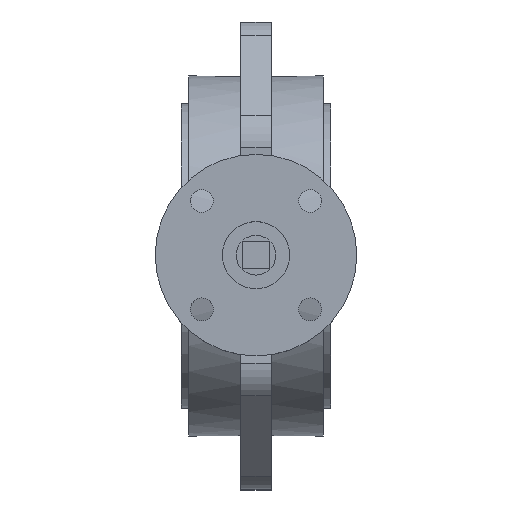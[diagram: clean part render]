
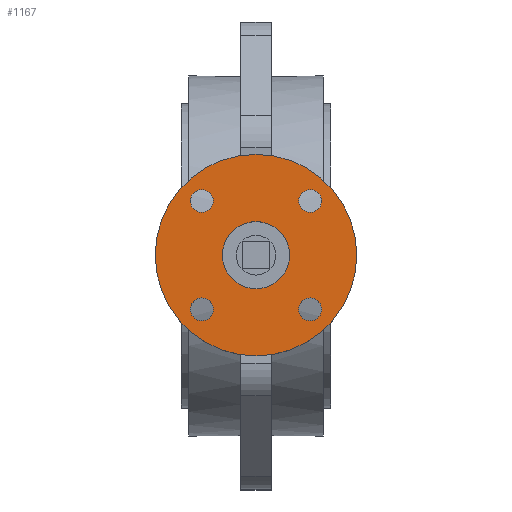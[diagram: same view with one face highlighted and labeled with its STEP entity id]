
A CAD part, top view. The second image highlights one B-rep face of the part: STEP entity #1167.
In plain terms, the highlighted planar face has unit normal (0, 0, 1).
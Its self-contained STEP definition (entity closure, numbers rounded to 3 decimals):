
#142 = DIRECTION ( 'NONE',  ( 0., 0., 1. ) ) ;
#218 = CARTESIAN_POINT ( 'NONE',  ( -33., 0., 12. ) ) ;
#289 = CARTESIAN_POINT ( 'NONE',  ( 33., 0., 12. ) ) ;
#291 = AXIS2_PLACEMENT_3D ( 'NONE', #4756, #4224, #6400 ) ;
#353 = EDGE_CURVE ( 'NONE', #6758, #1979, #2681, .T. ) ;
#362 = VERTEX_POINT ( 'NONE', #4911 ) ;
#428 = CARTESIAN_POINT ( 'NONE',  ( 17.75, 17.75, 12. ) ) ;
#462 = ORIENTED_EDGE ( 'NONE', *, *, #3439, .F. ) ;
#619 = ORIENTED_EDGE ( 'NONE', *, *, #2356, .F. ) ;
#692 = EDGE_CURVE ( 'NONE', #6737, #3028, #728, .T. ) ;
#703 = CARTESIAN_POINT ( 'NONE',  ( 0., 0., 12. ) ) ;
#728 = CIRCLE ( 'NONE', #5536, 3.75 ) ;
#798 = DIRECTION ( 'NONE',  ( 1., 0., 0. ) ) ;
#957 = CIRCLE ( 'NONE', #6212, 11. ) ;
#1151 = DIRECTION ( 'NONE',  ( 1., 0., 0. ) ) ;
#1162 = CIRCLE ( 'NONE', #2087, 3.75 ) ;
#1167 = ADVANCED_FACE ( 'NONE', ( #4158, #2144, #4836, #4232, #3211, #1593 ), #5306, .T. ) ;
#1182 = CARTESIAN_POINT ( 'NONE',  ( 0., 0., 12. ) ) ;
#1593 = FACE_BOUND ( 'NONE', #3104, .T. ) ;
#1594 = DIRECTION ( 'NONE',  ( 1., 0., 0. ) ) ;
#1626 = VERTEX_POINT ( 'NONE', #4936 ) ;
#1669 = AXIS2_PLACEMENT_3D ( 'NONE', #1182, #142, #2337 ) ;
#1690 = EDGE_CURVE ( 'NONE', #6951, #4903, #5424, .T. ) ;
#1711 = ORIENTED_EDGE ( 'NONE', *, *, #353, .F. ) ;
#1730 = ORIENTED_EDGE ( 'NONE', *, *, #4127, .F. ) ;
#1742 = ORIENTED_EDGE ( 'NONE', *, *, #2550, .F. ) ;
#1754 = EDGE_CURVE ( 'NONE', #362, #1994, #957, .T. ) ;
#1811 = CIRCLE ( 'NONE', #5791, 3.75 ) ;
#1847 = EDGE_CURVE ( 'NONE', #4903, #6951, #3144, .T. ) ;
#1848 = DIRECTION ( 'NONE',  ( 1., 0., 0. ) ) ;
#1886 = AXIS2_PLACEMENT_3D ( 'NONE', #6881, #2011, #3193 ) ;
#1979 = VERTEX_POINT ( 'NONE', #6303 ) ;
#1985 = CARTESIAN_POINT ( 'NONE',  ( 0., 0., 12. ) ) ;
#1994 = VERTEX_POINT ( 'NONE', #5167 ) ;
#2011 = DIRECTION ( 'NONE',  ( 0., 0., 1. ) ) ;
#2023 = ORIENTED_EDGE ( 'NONE', *, *, #6178, .F. ) ;
#2080 = EDGE_LOOP ( 'NONE', ( #1711, #2023 ) ) ;
#2087 = AXIS2_PLACEMENT_3D ( 'NONE', #2391, #4558, #1848 ) ;
#2142 = DIRECTION ( 'NONE',  ( 1., 0., 0. ) ) ;
#2144 = FACE_BOUND ( 'NONE', #5576, .T. ) ;
#2337 = DIRECTION ( 'NONE',  ( 1., 0., 0. ) ) ;
#2356 = EDGE_CURVE ( 'NONE', #1626, #6409, #4624, .T. ) ;
#2391 = CARTESIAN_POINT ( 'NONE',  ( 17.75, -17.75, 12. ) ) ;
#2439 = DIRECTION ( 'NONE',  ( 0., 0., 1. ) ) ;
#2480 = CARTESIAN_POINT ( 'NONE',  ( -17.75, 17.75, 12. ) ) ;
#2550 = EDGE_CURVE ( 'NONE', #5710, #4233, #3858, .T. ) ;
#2673 = CIRCLE ( 'NONE', #5630, 3.75 ) ;
#2681 = CIRCLE ( 'NONE', #3252, 3.75 ) ;
#2785 = CIRCLE ( 'NONE', #3919, 3.75 ) ;
#3028 = VERTEX_POINT ( 'NONE', #5459 ) ;
#3104 = EDGE_LOOP ( 'NONE', ( #5727, #4218 ) ) ;
#3132 = DIRECTION ( 'NONE',  ( 0., 0., 1. ) ) ;
#3144 = CIRCLE ( 'NONE', #1886, 33. ) ;
#3193 = DIRECTION ( 'NONE',  ( 1., 0., 0. ) ) ;
#3211 = FACE_BOUND ( 'NONE', #5460, .T. ) ;
#3221 = ORIENTED_EDGE ( 'NONE', *, *, #4643, .F. ) ;
#3252 = AXIS2_PLACEMENT_3D ( 'NONE', #3855, #6552, #2142 ) ;
#3282 = EDGE_LOOP ( 'NONE', ( #5627, #4694 ) ) ;
#3291 = DIRECTION ( 'NONE',  ( 0., 0., 1. ) ) ;
#3439 = EDGE_CURVE ( 'NONE', #4233, #5710, #1811, .T. ) ;
#3855 = CARTESIAN_POINT ( 'NONE',  ( -17.75, -17.75, 12. ) ) ;
#3858 = CIRCLE ( 'NONE', #6578, 3.75 ) ;
#3919 = AXIS2_PLACEMENT_3D ( 'NONE', #7045, #4980, #1151 ) ;
#4103 = AXIS2_PLACEMENT_3D ( 'NONE', #703, #6863, #798 ) ;
#4127 = EDGE_CURVE ( 'NONE', #6409, #1626, #1162, .T. ) ;
#4145 = DIRECTION ( 'NONE',  ( 0., 0., 1. ) ) ;
#4158 = FACE_BOUND ( 'NONE', #6240, .T. ) ;
#4163 = ORIENTED_EDGE ( 'NONE', *, *, #692, .F. ) ;
#4218 = ORIENTED_EDGE ( 'NONE', *, *, #1754, .F. ) ;
#4224 = DIRECTION ( 'NONE',  ( 0., 0., 1. ) ) ;
#4232 = FACE_BOUND ( 'NONE', #2080, .T. ) ;
#4233 = VERTEX_POINT ( 'NONE', #6940 ) ;
#4443 = CARTESIAN_POINT ( 'NONE',  ( 14., 17.75, 12. ) ) ;
#4503 = DIRECTION ( 'NONE',  ( 0., 0., 1. ) ) ;
#4537 = CARTESIAN_POINT ( 'NONE',  ( 14., -17.75, 12. ) ) ;
#4558 = DIRECTION ( 'NONE',  ( 0., 0., 1. ) ) ;
#4607 = CARTESIAN_POINT ( 'NONE',  ( 0., 0., 12. ) ) ;
#4624 = CIRCLE ( 'NONE', #291, 3.75 ) ;
#4643 = EDGE_CURVE ( 'NONE', #3028, #6737, #2785, .T. ) ;
#4644 = DIRECTION ( 'NONE',  ( 1., 0., 0. ) ) ;
#4670 = CIRCLE ( 'NONE', #4103, 11. ) ;
#4694 = ORIENTED_EDGE ( 'NONE', *, *, #1847, .T. ) ;
#4756 = CARTESIAN_POINT ( 'NONE',  ( 17.75, -17.75, 12. ) ) ;
#4764 = DIRECTION ( 'NONE',  ( 1., 0., 0. ) ) ;
#4836 = FACE_OUTER_BOUND ( 'NONE', #3282, .T. ) ;
#4903 = VERTEX_POINT ( 'NONE', #289 ) ;
#4911 = CARTESIAN_POINT ( 'NONE',  ( 11., 0., 12. ) ) ;
#4936 = CARTESIAN_POINT ( 'NONE',  ( 21.5, -17.75, 12. ) ) ;
#4980 = DIRECTION ( 'NONE',  ( 0., 0., 1. ) ) ;
#5041 = DIRECTION ( 'NONE',  ( 1., 0., 0. ) ) ;
#5167 = CARTESIAN_POINT ( 'NONE',  ( -11., 0., 12. ) ) ;
#5176 = AXIS2_PLACEMENT_3D ( 'NONE', #1985, #3132, #4764 ) ;
#5306 = PLANE ( 'NONE',  #5176 ) ;
#5424 = CIRCLE ( 'NONE', #1669, 33. ) ;
#5460 = EDGE_LOOP ( 'NONE', ( #1742, #462 ) ) ;
#5459 = CARTESIAN_POINT ( 'NONE',  ( -14., 17.75, 12. ) ) ;
#5483 = CARTESIAN_POINT ( 'NONE',  ( 17.75, 17.75, 12. ) ) ;
#5536 = AXIS2_PLACEMENT_3D ( 'NONE', #2480, #4145, #4644 ) ;
#5576 = EDGE_LOOP ( 'NONE', ( #1730, #619 ) ) ;
#5606 = CARTESIAN_POINT ( 'NONE',  ( -21.5, 17.75, 12. ) ) ;
#5627 = ORIENTED_EDGE ( 'NONE', *, *, #1690, .T. ) ;
#5630 = AXIS2_PLACEMENT_3D ( 'NONE', #6921, #2439, #6844 ) ;
#5710 = VERTEX_POINT ( 'NONE', #4443 ) ;
#5727 = ORIENTED_EDGE ( 'NONE', *, *, #6739, .F. ) ;
#5791 = AXIS2_PLACEMENT_3D ( 'NONE', #5483, #3291, #1594 ) ;
#5898 = DIRECTION ( 'NONE',  ( 1., 0., 0. ) ) ;
#6178 = EDGE_CURVE ( 'NONE', #1979, #6758, #2673, .T. ) ;
#6212 = AXIS2_PLACEMENT_3D ( 'NONE', #4607, #4503, #5041 ) ;
#6240 = EDGE_LOOP ( 'NONE', ( #4163, #3221 ) ) ;
#6303 = CARTESIAN_POINT ( 'NONE',  ( -14., -17.75, 12. ) ) ;
#6339 = CARTESIAN_POINT ( 'NONE',  ( -21.5, -17.75, 12. ) ) ;
#6400 = DIRECTION ( 'NONE',  ( 1., 0., 0. ) ) ;
#6409 = VERTEX_POINT ( 'NONE', #4537 ) ;
#6552 = DIRECTION ( 'NONE',  ( 0., 0., 1. ) ) ;
#6578 = AXIS2_PLACEMENT_3D ( 'NONE', #428, #6879, #5898 ) ;
#6737 = VERTEX_POINT ( 'NONE', #5606 ) ;
#6739 = EDGE_CURVE ( 'NONE', #1994, #362, #4670, .T. ) ;
#6758 = VERTEX_POINT ( 'NONE', #6339 ) ;
#6844 = DIRECTION ( 'NONE',  ( 1., 0., 0. ) ) ;
#6863 = DIRECTION ( 'NONE',  ( 0., 0., 1. ) ) ;
#6879 = DIRECTION ( 'NONE',  ( 0., 0., 1. ) ) ;
#6881 = CARTESIAN_POINT ( 'NONE',  ( 0., 0., 12. ) ) ;
#6921 = CARTESIAN_POINT ( 'NONE',  ( -17.75, -17.75, 12. ) ) ;
#6940 = CARTESIAN_POINT ( 'NONE',  ( 21.5, 17.75, 12. ) ) ;
#6951 = VERTEX_POINT ( 'NONE', #218 ) ;
#7045 = CARTESIAN_POINT ( 'NONE',  ( -17.75, 17.75, 12. ) ) ;
